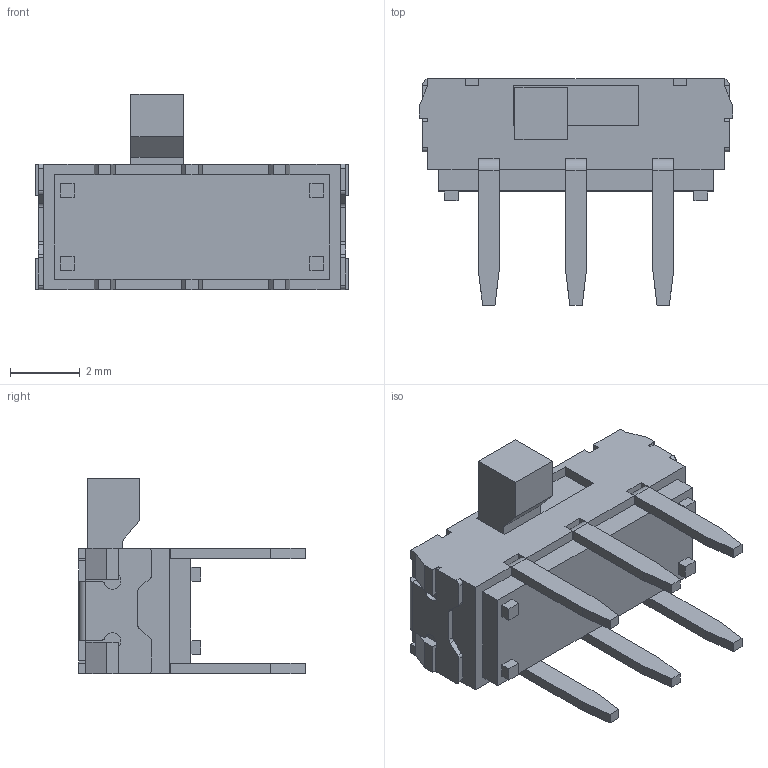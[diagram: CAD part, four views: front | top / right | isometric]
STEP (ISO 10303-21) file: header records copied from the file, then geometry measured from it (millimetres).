
FILE_DESCRIPTION(/* description */ (''),/* implementation_level */ '2;1');
FILE_NAME(/* name */ 'JS202011AQN.step',/* time_stamp */ '2020-03-09T19:19:10+01:00',/* author */ (''),/* organization */ (''),/* preprocessor_version */ 'ST-DEVELOPER v18',/* originating_system */ 'Autodesk Translation Framework v8.12.0.6',/* authorisation */ '');
FILE_SCHEMA (('AUTOMOTIVE_DESIGN { 1 0 10303 214 3 1 1 }'));
Length unit declared in the file: inch
Products named in the file (1): JS202011AQN
Bounding box: 9 x 6.5 x 5.6 mm (x, y, z)
Volume: 103.4 mm3; surface area: 217.1 mm2
Topology: 1 solids, 1 shells, 302 faces, 793 edges, 498 vertices
Faces by surface type: plane 244, cylinder 38, bspline 20
Entity records: 9588 total; most frequent: CARTESIAN_POINT 2084, ORIENTED_EDGE 1586, DIRECTION 1421, EDGE_CURVE 793, LINE 651, VECTOR 651, VERTEX_POINT 498, AXIS2_PLACEMENT_3D 385
